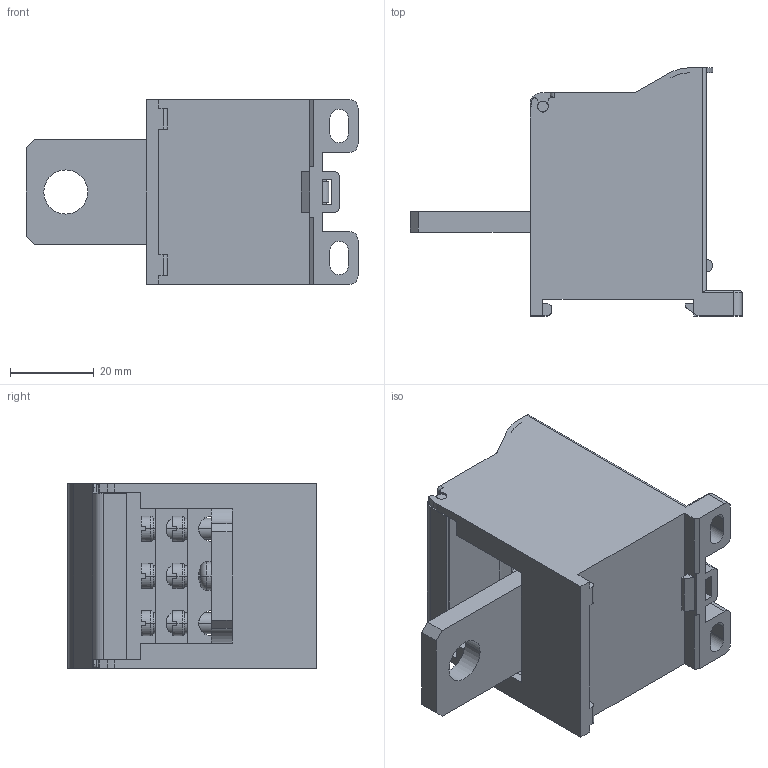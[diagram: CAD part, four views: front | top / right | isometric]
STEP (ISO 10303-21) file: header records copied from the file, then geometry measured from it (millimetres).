
FILE_DESCRIPTION((''),'2;1');
FILE_NAME('5YB576359_ASM','2023-12-02T',('dell'),(''),'PRO/ENGINEER BY PARAMETRIC TECHNOLOGY CORPORATION, 2013230','PRO/ENGINEER BY PARAMETRIC TECHNOLOGY CORPORATION, 2013230','');
FILE_SCHEMA(('AUTOMOTIVE_DESIGN { 1 0 10303 214 1 1 1 1 }'));
Length unit declared in the file: millimetre
Products named in the file (1): 5YB576359_ASM
Bounding box: 79.2 x 59.2 x 44 mm (x, y, z)
Volume: 59006.5 mm3; surface area: 27817.7 mm2
Topology: 1 solids, 4 shells, 504 faces, 1465 edges, 948 vertices
Faces by surface type: plane 235, cylinder 189, cone 42, torus 22, sphere 14, bspline 2
Entity records: 20346 total; most frequent: CARTESIAN_POINT 4201, ORIENTED_EDGE 2900, DIRECTION 2842, EDGE_CURVE 1450, AXIS2_PLACEMENT_3D 1013, VERTEX_POINT 948, VECTOR 816, LINE 816
